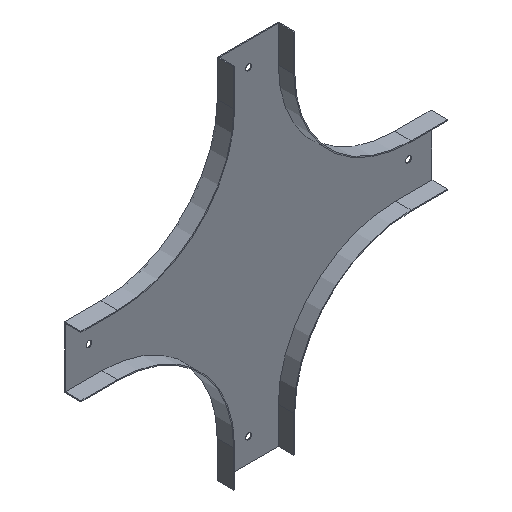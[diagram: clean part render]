
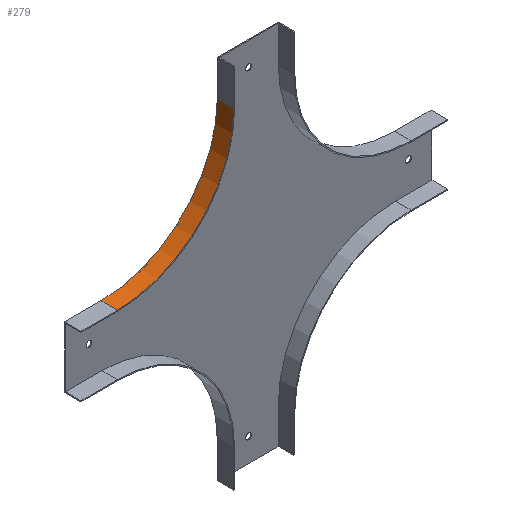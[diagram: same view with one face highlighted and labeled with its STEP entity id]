
A CAD part, isometric view. The second image highlights one B-rep face of the part: STEP entity #279.
In plain terms, the highlighted cylindrical face has radius 99 mm (diameter 198 mm), a partial arc.
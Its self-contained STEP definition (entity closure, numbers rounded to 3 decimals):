
#22 = ORIENTED_EDGE ( 'NONE', *, *, #1111, .T. ) ;
#45 = CIRCLE ( 'NONE', #1109, 99. ) ;
#91 = EDGE_LOOP ( 'NONE', ( #130, #22, #102, #104 ) ) ;
#102 = ORIENTED_EDGE ( 'NONE', *, *, #1112, .F. ) ;
#104 = ORIENTED_EDGE ( 'NONE', *, *, #206, .T. ) ;
#130 = ORIENTED_EDGE ( 'NONE', *, *, #1126, .T. ) ;
#206 = EDGE_CURVE ( 'NONE', #653, #489, #45, .T. ) ;
#279 = ADVANCED_FACE ( 'NONE', ( #399 ), #394, .F. ) ;
#333 = VECTOR ( 'NONE', #774, 1000. ) ;
#342 = LINE ( 'NONE', #809, #333 ) ;
#360 = LINE ( 'NONE', #870, #363 ) ;
#363 = VECTOR ( 'NONE', #864, 1000. ) ;
#364 = CIRCLE ( 'NONE', #715, 99. ) ;
#394 = CYLINDRICAL_SURFACE ( 'NONE', #447, 99. ) ;
#399 = FACE_OUTER_BOUND ( 'NONE', #91, .T. ) ;
#447 = AXIS2_PLACEMENT_3D ( 'NONE', #1074, #1072, #1067 ) ;
#489 = VERTEX_POINT ( 'NONE', #756 ) ;
#644 = VERTEX_POINT ( 'NONE', #827 ) ;
#653 = VERTEX_POINT ( 'NONE', #831 ) ;
#658 = VERTEX_POINT ( 'NONE', #838 ) ;
#715 = AXIS2_PLACEMENT_3D ( 'NONE', #816, #817, #819 ) ;
#756 = CARTESIAN_POINT ( 'NONE',  ( -125., 0.8, -130. ) ) ;
#774 = DIRECTION ( 'NONE',  ( 0., -1., 0. ) ) ;
#809 = CARTESIAN_POINT ( 'NONE',  ( -125., 0.8, -130. ) ) ;
#816 = CARTESIAN_POINT ( 'NONE',  ( -125., -13.2, -31. ) ) ;
#817 = DIRECTION ( 'NONE',  ( 0., -1., 0. ) ) ;
#819 = DIRECTION ( 'NONE',  ( -1., 0., 0. ) ) ;
#827 = CARTESIAN_POINT ( 'NONE',  ( -125., -13.2, -130. ) ) ;
#831 = CARTESIAN_POINT ( 'NONE',  ( -26., 0.8, -31. ) ) ;
#838 = CARTESIAN_POINT ( 'NONE',  ( -26., -13.2, -31. ) ) ;
#864 = DIRECTION ( 'NONE',  ( 0., -1., 0. ) ) ;
#870 = CARTESIAN_POINT ( 'NONE',  ( -26., 0.8, -31. ) ) ;
#941 = CARTESIAN_POINT ( 'NONE',  ( -125., 0.8, -31. ) ) ;
#942 = DIRECTION ( 'NONE',  ( 0., 1., 0. ) ) ;
#943 = DIRECTION ( 'NONE',  ( 0., 0., 1. ) ) ;
#1067 = DIRECTION ( 'NONE',  ( 0., 0., -1. ) ) ;
#1072 = DIRECTION ( 'NONE',  ( 0., -1., 0. ) ) ;
#1074 = CARTESIAN_POINT ( 'NONE',  ( -125., 0.8, -31. ) ) ;
#1109 = AXIS2_PLACEMENT_3D ( 'NONE', #941, #942, #943 ) ;
#1111 = EDGE_CURVE ( 'NONE', #644, #658, #364, .T. ) ;
#1112 = EDGE_CURVE ( 'NONE', #653, #658, #360, .T. ) ;
#1126 = EDGE_CURVE ( 'NONE', #489, #644, #342, .T. ) ;
